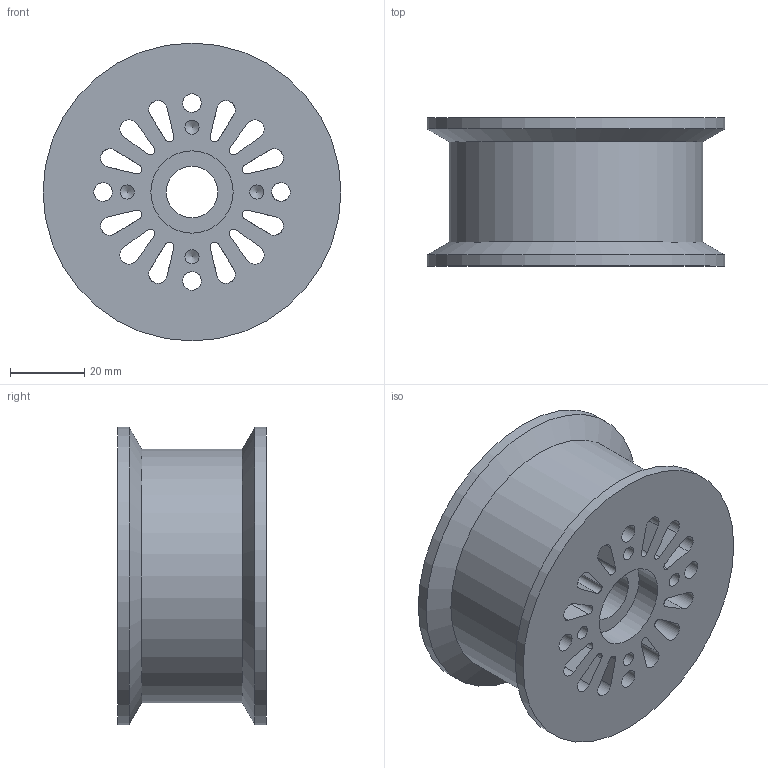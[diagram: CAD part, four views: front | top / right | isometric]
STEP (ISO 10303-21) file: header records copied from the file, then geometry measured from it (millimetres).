
FILE_DESCRIPTION(/* description */ (''),/* implementation_level */ '2;1');
FILE_NAME(/* name */ 'core.stp',/* time_stamp */ '2025-07-16T15:40:23-07:00',/* author */ ('devan'),/* organization */ (''),/* preprocessor_version */ 'ST-DEVELOPER v20',/* originating_system */ 'Autodesk Inventor 2025',/* authorisation */ '');
FILE_SCHEMA (('AUTOMOTIVE_DESIGN { 1 0 10303 214 3 1 1 }'));
Length unit declared in the file: millimetre
Products named in the file (1): core
Bounding box: 80.4 x 40 x 80.4 mm (x, y, z)
Volume: 95700.7 mm3; surface area: 33307.9 mm2
Topology: 1 solids, 1 shells, 99 faces, 322 edges, 212 vertices
Faces by surface type: cylinder 38, plane 29, cone 19, torus 13
Full cylindrical faces by diameter (mm): 3.8 x4, 5 x4, 14 x1, 22.2 x2, 68.4 x1, 80.4 x2
Entity records: 4054 total; most frequent: CARTESIAN_POINT 1255, ORIENTED_EDGE 636, DIRECTION 525, EDGE_CURVE 318, VERTEX_POINT 212, AXIS2_PLACEMENT_3D 204, EDGE_LOOP 124, LINE 117
